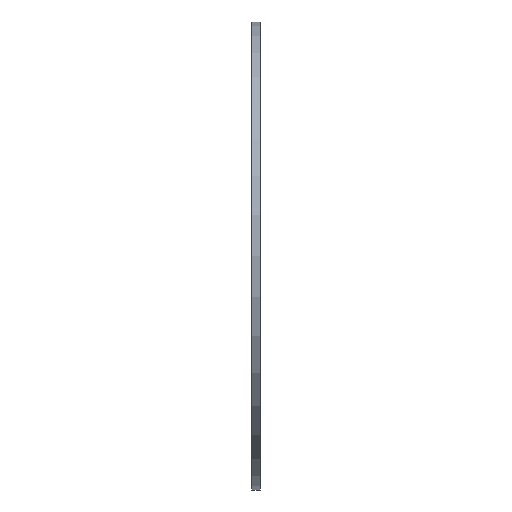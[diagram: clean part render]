
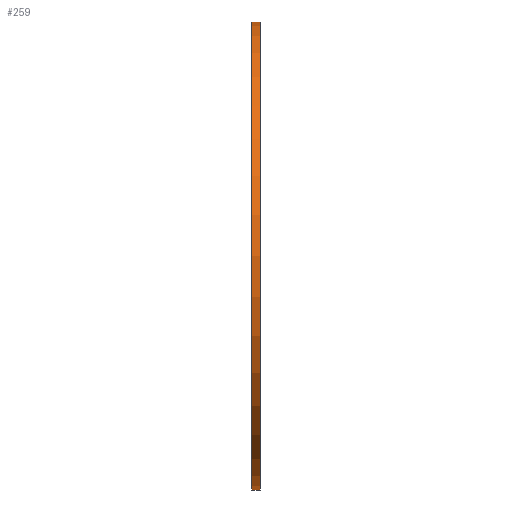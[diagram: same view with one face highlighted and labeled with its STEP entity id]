
A CAD part, left-side view. The second image highlights one B-rep face of the part: STEP entity #259.
In plain terms, the highlighted cylindrical face has radius 67 mm (diameter 134 mm), a partial arc.
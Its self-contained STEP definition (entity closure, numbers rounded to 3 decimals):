
#25 = VERTEX_POINT ( 'NONE', #4053 ) ;
#74 = ORIENTED_EDGE ( 'NONE', *, *, #2710, .F. ) ;
#259 = ADVANCED_FACE ( 'NONE', ( #3151 ), #1352, .T. ) ;
#612 = EDGE_LOOP ( 'NONE', ( #2038, #74, #3070, #2301 ) ) ;
#646 = DIRECTION ( 'NONE',  ( 0., -1., 0. ) ) ;
#712 = CARTESIAN_POINT ( 'NONE',  ( 0., -1.25, 0. ) ) ;
#860 = DIRECTION ( 'NONE',  ( 0., 1., 0. ) ) ;
#1026 = DIRECTION ( 'NONE',  ( 0., 1., 0. ) ) ;
#1029 = DIRECTION ( 'NONE',  ( 0., -1., 0. ) ) ;
#1325 = AXIS2_PLACEMENT_3D ( 'NONE', #3448, #1029, #2417 ) ;
#1352 = CYLINDRICAL_SURFACE ( 'NONE', #1325, 67. ) ;
#1473 = VERTEX_POINT ( 'NONE', #3268 ) ;
#1477 = CARTESIAN_POINT ( 'NONE',  ( 0., -1.25, 67. ) ) ;
#1685 = CIRCLE ( 'NONE', #2044, 67. ) ;
#1835 = AXIS2_PLACEMENT_3D ( 'NONE', #3983, #860, #3297 ) ;
#2021 = CARTESIAN_POINT ( 'NONE',  ( 0., 1.25, -67. ) ) ;
#2038 = ORIENTED_EDGE ( 'NONE', *, *, #3238, .F. ) ;
#2044 = AXIS2_PLACEMENT_3D ( 'NONE', #712, #1026, #4150 ) ;
#2077 = DIRECTION ( 'NONE',  ( 0., -1., 0. ) ) ;
#2096 = VERTEX_POINT ( 'NONE', #1477 ) ;
#2187 = VECTOR ( 'NONE', #646, 1000. ) ;
#2225 = VECTOR ( 'NONE', #2077, 1000. ) ;
#2301 = ORIENTED_EDGE ( 'NONE', *, *, #2789, .T. ) ;
#2417 = DIRECTION ( 'NONE',  ( 0., 0., -1. ) ) ;
#2421 = LINE ( 'NONE', #2752, #2225 ) ;
#2710 = EDGE_CURVE ( 'NONE', #4428, #1473, #3805, .T. ) ;
#2752 = CARTESIAN_POINT ( 'NONE',  ( 0., 1.25, -67. ) ) ;
#2789 = EDGE_CURVE ( 'NONE', #25, #2096, #1685, .T. ) ;
#3070 = ORIENTED_EDGE ( 'NONE', *, *, #4359, .T. ) ;
#3151 = FACE_OUTER_BOUND ( 'NONE', #612, .T. ) ;
#3238 = EDGE_CURVE ( 'NONE', #1473, #2096, #4166, .T. ) ;
#3268 = CARTESIAN_POINT ( 'NONE',  ( 0., 1.25, 67. ) ) ;
#3297 = DIRECTION ( 'NONE',  ( 0., 0., 1. ) ) ;
#3448 = CARTESIAN_POINT ( 'NONE',  ( 0., 1.25, 0. ) ) ;
#3805 = CIRCLE ( 'NONE', #1835, 67. ) ;
#3983 = CARTESIAN_POINT ( 'NONE',  ( 0., 1.25, 0. ) ) ;
#4053 = CARTESIAN_POINT ( 'NONE',  ( 0., -1.25, -67. ) ) ;
#4150 = DIRECTION ( 'NONE',  ( 0., 0., 1. ) ) ;
#4166 = LINE ( 'NONE', #4454, #2187 ) ;
#4359 = EDGE_CURVE ( 'NONE', #4428, #25, #2421, .T. ) ;
#4428 = VERTEX_POINT ( 'NONE', #2021 ) ;
#4454 = CARTESIAN_POINT ( 'NONE',  ( 0., 1.25, 67. ) ) ;
